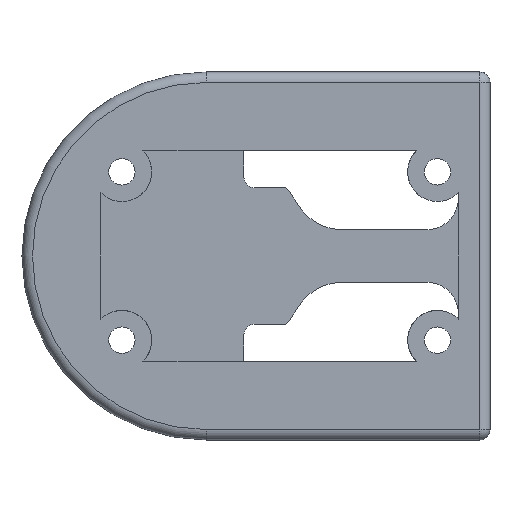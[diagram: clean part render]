
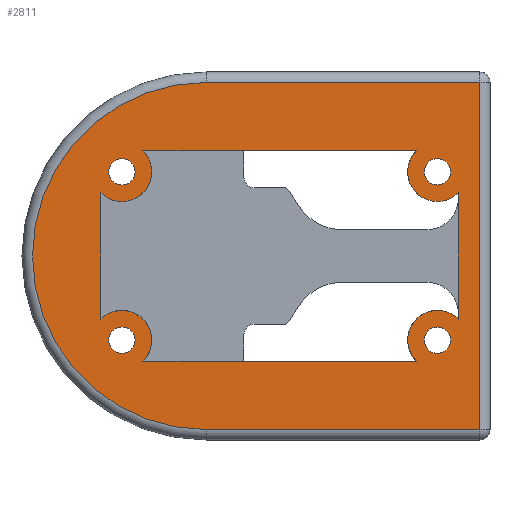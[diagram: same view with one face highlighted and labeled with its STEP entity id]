
A CAD part, left-side view. The second image highlights one B-rep face of the part: STEP entity #2811.
In plain terms, the highlighted planar face has unit normal (-1, 0, 0).
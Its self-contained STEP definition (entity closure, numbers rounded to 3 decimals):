
#2393=CARTESIAN_POINT('',(-14.5,-17.,-6.));
#2394=VERTEX_POINT('',#2393);
#2401=CARTESIAN_POINT('',(-14.5,-17.,6.));
#2402=VERTEX_POINT('',#2401);
#2403=CARTESIAN_POINT('',(-14.5,-17.,-6.));
#2404=DIRECTION('',(0.,0.,1.));
#2405=VECTOR('',#2404,12.);
#2406=LINE('',#2403,#2405);
#2407=EDGE_CURVE('',#2394,#2402,#2406,.T.);
#2484=CARTESIAN_POINT('',(-14.5,17.,6.));
#2485=VERTEX_POINT('',#2484);
#2492=CARTESIAN_POINT('',(-14.5,17.,-6.));
#2493=VERTEX_POINT('',#2492);
#2494=CARTESIAN_POINT('',(-14.5,17.,6.));
#2495=DIRECTION('',(0.,0.,-1.));
#2496=VECTOR('',#2495,12.);
#2497=LINE('',#2494,#2496);
#2498=EDGE_CURVE('',#2485,#2493,#2497,.T.);
#2526=CARTESIAN_POINT('',(-14.5,15.,5.172));
#2527=VERTEX_POINT('',#2526);
#2534=CARTESIAN_POINT('',(-14.5,15.,8.));
#2535=DIRECTION('',(1.,0.,0.));
#2536=DIRECTION('',(0.,0.,-1.));
#2537=AXIS2_PLACEMENT_3D('',#2534,#2535,#2536);
#2538=CIRCLE('',#2537,2.828);
#2539=EDGE_CURVE('',#2527,#2485,#2538,.T.);
#2551=CARTESIAN_POINT('',(-14.5,13.,10.));
#2552=VERTEX_POINT('',#2551);
#2560=CARTESIAN_POINT('',(-14.5,-13.,10.));
#2561=VERTEX_POINT('',#2560);
#2568=CARTESIAN_POINT('',(-14.5,-13.,10.));
#2569=DIRECTION('',(0.,1.,0.));
#2570=VECTOR('',#2569,26.);
#2571=LINE('',#2568,#2570);
#2572=EDGE_CURVE('',#2561,#2552,#2571,.T.);
#2582=CARTESIAN_POINT('',(-14.5,-15.,5.172));
#2583=VERTEX_POINT('',#2582);
#2590=CARTESIAN_POINT('',(-14.5,-15.,8.));
#2591=DIRECTION('',(1.,0.,0.));
#2592=DIRECTION('',(0.,0.,-1.));
#2593=AXIS2_PLACEMENT_3D('',#2590,#2591,#2592);
#2594=CIRCLE('',#2593,2.828);
#2595=EDGE_CURVE('',#2583,#2561,#2594,.T.);
#2629=CARTESIAN_POINT('',(-14.5,-13.,-10.));
#2630=VERTEX_POINT('',#2629);
#2637=CARTESIAN_POINT('',(-14.5,-15.,-8.));
#2638=DIRECTION('',(1.,0.,0.));
#2639=DIRECTION('',(0.,0.,-1.));
#2640=AXIS2_PLACEMENT_3D('',#2637,#2638,#2639);
#2641=CIRCLE('',#2640,2.828);
#2642=EDGE_CURVE('',#2630,#2394,#2641,.T.);
#2667=CARTESIAN_POINT('',(-14.5,13.,-10.));
#2668=VERTEX_POINT('',#2667);
#2675=CARTESIAN_POINT('',(-14.5,-13.,-10.));
#2676=DIRECTION('',(0.,1.,0.));
#2677=VECTOR('',#2676,26.);
#2678=LINE('',#2675,#2677);
#2679=EDGE_CURVE('',#2630,#2668,#2678,.T.);
#2693=CARTESIAN_POINT('',(-14.5,15.,-8.));
#2694=DIRECTION('',(1.,0.,0.));
#2695=DIRECTION('',(0.,0.,-1.));
#2696=AXIS2_PLACEMENT_3D('',#2693,#2694,#2695);
#2697=CIRCLE('',#2696,2.828);
#2698=EDGE_CURVE('',#2493,#2668,#2697,.T.);
#2703=CARTESIAN_POINT('',(-14.5,0.,0.));
#2704=DIRECTION('',(1.,0.,0.));
#2705=DIRECTION('',(0.,1.,0.));
#2706=AXIS2_PLACEMENT_3D('',#2703,#2704,#2705);
#2707=PLANE('',#2706);
#2708=CARTESIAN_POINT('',(-14.5,7.,16.5));
#2709=VERTEX_POINT('',#2708);
#2710=CARTESIAN_POINT('',(-14.5,7.,-16.5));
#2711=VERTEX_POINT('',#2710);
#2712=CARTESIAN_POINT('',(-14.5,7.,0.));
#2713=DIRECTION('',(-1.,-0.,-0.));
#2714=DIRECTION('',(0.,0.,-1.));
#2715=AXIS2_PLACEMENT_3D('',#2712,#2713,#2714);
#2716=CIRCLE('',#2715,16.5);
#2717=EDGE_CURVE('',#2709,#2711,#2716,.T.);
#2718=ORIENTED_EDGE('',*,*,#2717,.T.);
#2719=CARTESIAN_POINT('',(-14.5,-19.,-16.5));
#2720=VERTEX_POINT('',#2719);
#2721=CARTESIAN_POINT('',(-14.5,7.,-16.5));
#2722=DIRECTION('',(0.,-1.,0.));
#2723=VECTOR('',#2722,26.);
#2724=LINE('',#2721,#2723);
#2725=EDGE_CURVE('',#2711,#2720,#2724,.T.);
#2726=ORIENTED_EDGE('',*,*,#2725,.T.);
#2727=CARTESIAN_POINT('',(-14.5,-19.,16.5));
#2728=VERTEX_POINT('',#2727);
#2729=CARTESIAN_POINT('',(-14.5,-19.,-16.5));
#2730=DIRECTION('',(-0.,-0.,1.));
#2731=VECTOR('',#2730,33.);
#2732=LINE('',#2729,#2731);
#2733=EDGE_CURVE('',#2720,#2728,#2732,.T.);
#2734=ORIENTED_EDGE('',*,*,#2733,.T.);
#2735=CARTESIAN_POINT('',(-14.5,-19.,16.5));
#2736=DIRECTION('',(-0.,1.,-0.));
#2737=VECTOR('',#2736,26.);
#2738=LINE('',#2735,#2737);
#2739=EDGE_CURVE('',#2728,#2709,#2738,.T.);
#2740=ORIENTED_EDGE('',*,*,#2739,.T.);
#2741=EDGE_LOOP('',(#2718,#2726,#2734,#2740));
#2742=FACE_BOUND('',#2741,.T.);
#2743=CARTESIAN_POINT('',(-14.5,-15.,6.75));
#2744=VERTEX_POINT('',#2743);
#2745=CARTESIAN_POINT('',(-14.5,-15.,8.));
#2746=DIRECTION('',(1.,0.,0.));
#2747=DIRECTION('',(0.,0.,-1.));
#2748=AXIS2_PLACEMENT_3D('',#2745,#2746,#2747);
#2749=CIRCLE('',#2748,1.25);
#2750=EDGE_CURVE('',#2744,#2744,#2749,.T.);
#2751=ORIENTED_EDGE('',*,*,#2750,.T.);
#2752=EDGE_LOOP('',(#2751));
#2753=FACE_BOUND('',#2752,.T.);
#2754=CARTESIAN_POINT('',(-14.5,15.,-9.25));
#2755=VERTEX_POINT('',#2754);
#2756=CARTESIAN_POINT('',(-14.5,15.,-8.));
#2757=DIRECTION('',(1.,0.,0.));
#2758=DIRECTION('',(0.,0.,-1.));
#2759=AXIS2_PLACEMENT_3D('',#2756,#2757,#2758);
#2760=CIRCLE('',#2759,1.25);
#2761=EDGE_CURVE('',#2755,#2755,#2760,.T.);
#2762=ORIENTED_EDGE('',*,*,#2761,.T.);
#2763=EDGE_LOOP('',(#2762));
#2764=FACE_BOUND('',#2763,.T.);
#2765=CARTESIAN_POINT('',(-14.5,-15.,-9.25));
#2766=VERTEX_POINT('',#2765);
#2767=CARTESIAN_POINT('',(-14.5,-15.,-8.));
#2768=DIRECTION('',(1.,0.,0.));
#2769=DIRECTION('',(0.,0.,-1.));
#2770=AXIS2_PLACEMENT_3D('',#2767,#2768,#2769);
#2771=CIRCLE('',#2770,1.25);
#2772=EDGE_CURVE('',#2766,#2766,#2771,.T.);
#2773=ORIENTED_EDGE('',*,*,#2772,.T.);
#2774=EDGE_LOOP('',(#2773));
#2775=FACE_BOUND('',#2774,.T.);
#2776=CARTESIAN_POINT('',(-14.5,15.,6.75));
#2777=VERTEX_POINT('',#2776);
#2778=CARTESIAN_POINT('',(-14.5,15.,8.));
#2779=DIRECTION('',(1.,0.,0.));
#2780=DIRECTION('',(0.,0.,-1.));
#2781=AXIS2_PLACEMENT_3D('',#2778,#2779,#2780);
#2782=CIRCLE('',#2781,1.25);
#2783=EDGE_CURVE('',#2777,#2777,#2782,.T.);
#2784=ORIENTED_EDGE('',*,*,#2783,.T.);
#2785=EDGE_LOOP('',(#2784));
#2786=FACE_BOUND('',#2785,.T.);
#2787=ORIENTED_EDGE('',*,*,#2498,.F.);
#2788=ORIENTED_EDGE('',*,*,#2539,.F.);
#2789=CARTESIAN_POINT('',(-14.5,15.,8.));
#2790=DIRECTION('',(1.,0.,0.));
#2791=DIRECTION('',(0.,0.,-1.));
#2792=AXIS2_PLACEMENT_3D('',#2789,#2790,#2791);
#2793=CIRCLE('',#2792,2.828);
#2794=EDGE_CURVE('',#2552,#2527,#2793,.T.);
#2795=ORIENTED_EDGE('',*,*,#2794,.F.);
#2796=ORIENTED_EDGE('',*,*,#2572,.F.);
#2797=ORIENTED_EDGE('',*,*,#2595,.F.);
#2798=CARTESIAN_POINT('',(-14.5,-15.,8.));
#2799=DIRECTION('',(1.,0.,0.));
#2800=DIRECTION('',(0.,0.,-1.));
#2801=AXIS2_PLACEMENT_3D('',#2798,#2799,#2800);
#2802=CIRCLE('',#2801,2.828);
#2803=EDGE_CURVE('',#2402,#2583,#2802,.T.);
#2804=ORIENTED_EDGE('',*,*,#2803,.F.);
#2805=ORIENTED_EDGE('',*,*,#2407,.F.);
#2806=ORIENTED_EDGE('',*,*,#2642,.F.);
#2807=ORIENTED_EDGE('',*,*,#2679,.T.);
#2808=ORIENTED_EDGE('',*,*,#2698,.F.);
#2809=EDGE_LOOP('',(#2787,#2788,#2795,#2796,#2797,#2804,#2805,#2806,#2807,#2808));
#2810=FACE_BOUND('',#2809,.T.);
#2811=ADVANCED_FACE('',(#2742,#2753,#2764,#2775,#2786,#2810),#2707,.F.);
